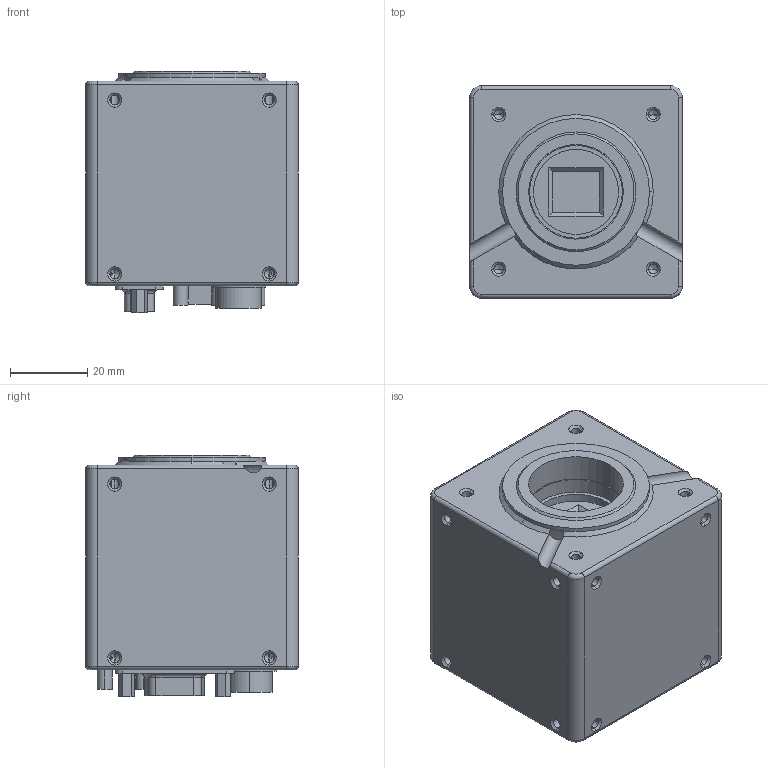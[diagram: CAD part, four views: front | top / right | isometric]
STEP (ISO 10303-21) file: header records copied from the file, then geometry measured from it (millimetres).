
FILE_DESCRIPTION (( 'STEP AP214' ), '1' );
FILE_NAME ('JAI-BM-141GE.STEP', '2025-01-06T15:49:41', ( '' ), ( '' ), 'SwSTEP 2.0', 'SolidWorks 2022', '' );
FILE_SCHEMA (( 'AUTOMOTIVE_DESIGN' ));
Length unit declared in the file: millimetre
Products named in the file (1): JAI-BM-141GE
Bounding box: 55 x 55 x 62.6 mm (x, y, z)
Volume: 157529 mm3; surface area: 21123 mm2
Topology: 1 solids, 1 shells, 264 faces, 660 edges, 388 vertices
Faces by surface type: cylinder 94, cone 94, plane 64, torus 12
Entity records: 9103 total; most frequent: CARTESIAN_POINT 1687, DIRECTION 1328, ORIENTED_EDGE 1272, EDGE_CURVE 636, AXIS2_PLACEMENT_3D 521, VERTEX_POINT 388, EDGE_LOOP 302, VECTOR 286
